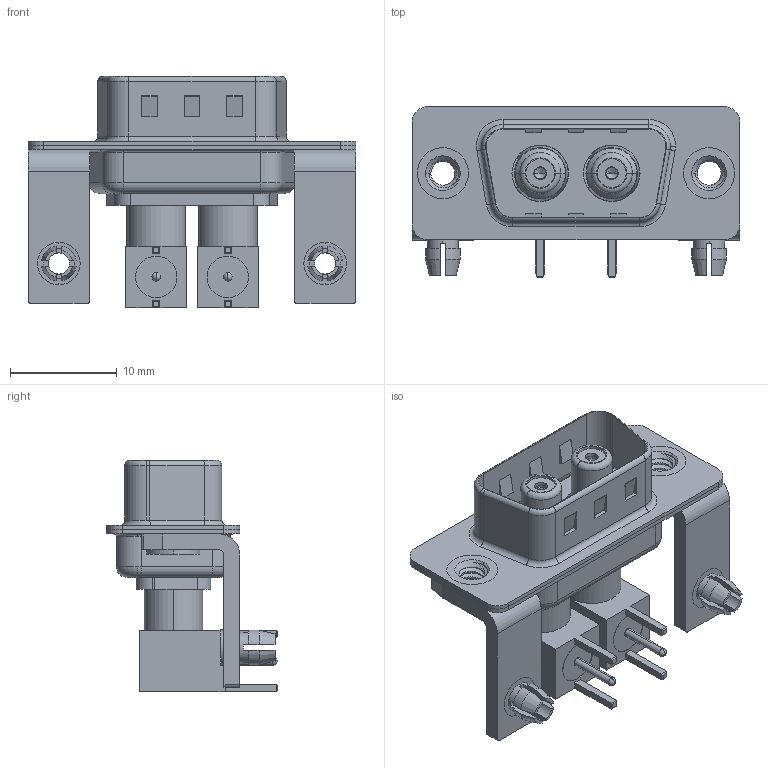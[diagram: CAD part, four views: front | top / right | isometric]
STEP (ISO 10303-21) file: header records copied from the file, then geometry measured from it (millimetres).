
FILE_DESCRIPTION (( 'STEP AP203' ), '1' );
FILE_NAME ('629-2W2-240-5N3.STEP', '2022-05-04T21:50:05', ( '' ), ( '' ), 'SwSTEP 2.0', 'SolidWorks 2020', '' );
FILE_SCHEMA (( 'CONFIG_CONTROL_DESIGN' ));
Length unit declared in the file: millimetre
Products named in the file (16): RA Back Shell; 629Combo Stabilizer Bracket; 629Combo Housing_2W2; 629Combo Shell Front_09 Contacts; Co-Ax Jack_RA PC Tail; 629Combo Shell Rear_09 Contacts; 629Combo Threaded Rivet_3; Co-Ax Jack Assy_RA; Locking Collar; Insulator Socket; 629-2W2-240-5N3; Insulator Socket 2; 629Combo Board Lock; Insulator RA Pin; Socket_RA
Assembly tree (25 placements, depth 3):
  629-2W2-240-5N3
    629Combo Housing_2W2
    629Combo Shell Rear_09 Contacts
    629Combo Shell Front_09 Contacts
    629Combo Threaded Rivet_3  x2
    629Combo Stabilizer Bracket  x2
    629Combo Board Lock  x2
    Co-Ax Jack Assy_RA
      Co-Ax Jack_RA PC Tail
      Insulator Socket
      Insulator Socket 2
      Locking Collar
      Socket_RA
      RA Back Shell
      Insulator RA Pin
    Co-Ax Jack Assy_RA
      Co-Ax Jack_RA PC Tail
      Insulator Socket
      Insulator Socket 2
      Locking Collar
      Socket_RA
      RA Back Shell
      Insulator RA Pin
Bounding box: 30.8 x 16 x 21.71 mm (x, y, z)
Volume: 2186.5 mm3; surface area: 6261.4 mm2
Topology: 23 solids, 23 shells, 740 faces, 1797 edges, 1130 vertices
Faces by surface type: cylinder 313, plane 289, cone 64, torus 62, bspline 8, sphere 4
Entity records: 18153 total; most frequent: CARTESIAN_POINT 4185, DIRECTION 2688, ORIENTED_EDGE 2392, EDGE_CURVE 1196, AXIS2_PLACEMENT_3D 1039, VERTEX_POINT 756, LINE 610, VECTOR 610
